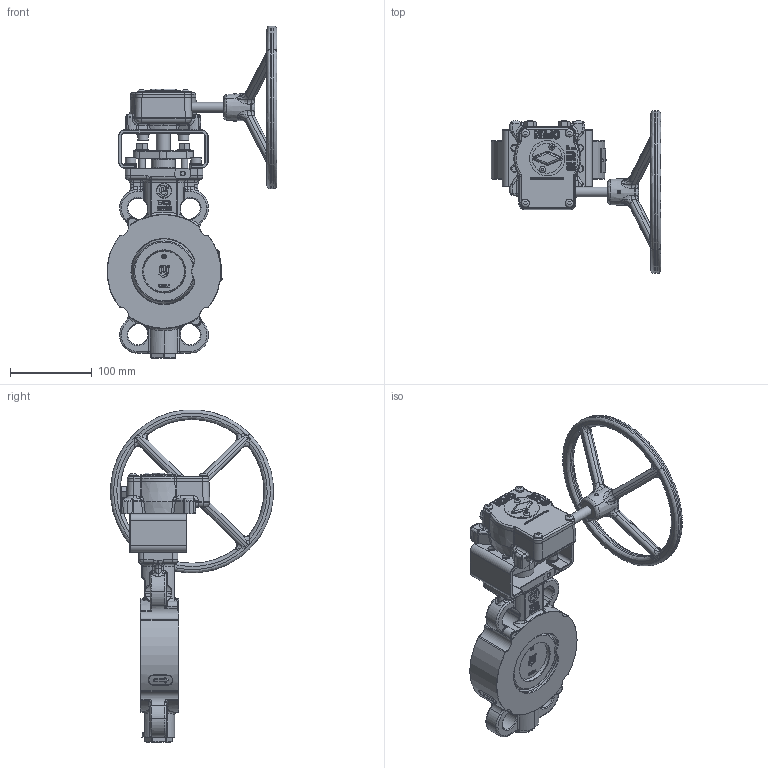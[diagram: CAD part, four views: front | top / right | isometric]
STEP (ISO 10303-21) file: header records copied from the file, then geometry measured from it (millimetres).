
FILE_DESCRIPTION(('HOOPS Exchange Step'),'2;1');
FILE_NAME('AK11_DN80_PN10-40-ANSI150-300_Getriebe.stp','2024-11-22T09:52:41+01:00',('nieru'),('Unknown organisation'),'HOOPS Exchange 2024.2','HOOPS Exchange','Unknown authorisation');
FILE_SCHEMA( ('AP203_CONFIGURATION_CONTROLLED_3D_DESIGN_OF_MECHANICAL_PARTS_AND_ASSEMBLIES_MIM_LF') );
Length unit declared in the file: millimetre
Products named in the file (8): 0; root
Assembly tree (7 placements, depth 4):
  root
    0
    0
      0
        0
      0
      0
        0
Bounding box: 207.97 x 199.24 x 406.62 mm (x, y, z)
Volume: 1278890.4 mm3; surface area: 283229.2 mm2
Topology: 48 solids, 48 shells, 3795 faces, 9151 edges, 5384 vertices
Faces by surface type: bspline 1641, cylinder 963, plane 669, cone 207, torus 182, sphere 133
Full cylindrical faces by diameter (mm): 3.25 x1, 4 x1, 5 x1, 6.647 x4, 6.8 x2, 7.6 x2, 8 x12, 8.376 x4, 8.465 x2, 9 x14, 10 x4, 12 x2, 13 x8, 13.5 x1, 13.533 x1, 14.8 x8, 16 x3, 16.82 x2, 18.5 x4, 18.9 x2, 20 x2, 21 x2, 29.274 x1, 38 x2, 43 x1, 52.2 x1, 81.75 x1, 84.164 x1, 84.75 x1, 100.02 x1
Entity records: 365576 total; most frequent: CARTESIAN_POINT 291198, ORIENTED_EDGE 17936, DIRECTION 10870, EDGE_CURVE 8968, VERTEX_POINT 5384, B_SPLINE_CURVE_WITH_KNOTS 4586, AXIS2_PLACEMENT_3D 4519, EDGE_LOOP 3978
